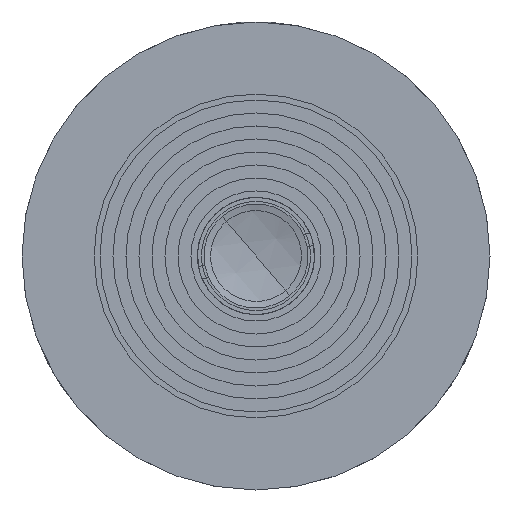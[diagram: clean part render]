
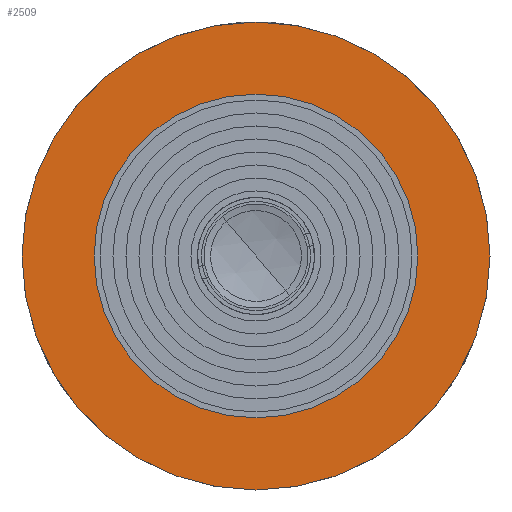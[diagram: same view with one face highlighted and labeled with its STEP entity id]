
A CAD part, left-side view. The second image highlights one B-rep face of the part: STEP entity #2509.
In plain terms, the highlighted planar face has unit normal (-1, 0, 0).
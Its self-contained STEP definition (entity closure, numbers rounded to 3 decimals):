
#98 = DIRECTION ( 'NONE',  ( -1., 0., 0. ) ) ;
#109 = ORIENTED_EDGE ( 'NONE', *, *, #214, .T. ) ;
#214 = EDGE_CURVE ( 'NONE', #422, #1089, #2282, .T. ) ;
#357 = DIRECTION ( 'NONE',  ( 0., 0., 1. ) ) ;
#368 = DIRECTION ( 'NONE',  ( 0., 0., 1. ) ) ;
#422 = VERTEX_POINT ( 'NONE', #2052 ) ;
#502 = EDGE_LOOP ( 'NONE', ( #1598, #1852 ) ) ;
#686 = CARTESIAN_POINT ( 'NONE',  ( 0., 0., 18. ) ) ;
#810 = ORIENTED_EDGE ( 'NONE', *, *, #3480, .T. ) ;
#883 = FACE_OUTER_BOUND ( 'NONE', #3413, .T. ) ;
#910 = CARTESIAN_POINT ( 'NONE',  ( 0., 0., 0. ) ) ;
#974 = AXIS2_PLACEMENT_3D ( 'NONE', #3191, #98, #357 ) ;
#1089 = VERTEX_POINT ( 'NONE', #686 ) ;
#1473 = EDGE_CURVE ( 'NONE', #2358, #1849, #3152, .T. ) ;
#1554 = AXIS2_PLACEMENT_3D ( 'NONE', #2122, #2684, #368 ) ;
#1598 = ORIENTED_EDGE ( 'NONE', *, *, #1473, .F. ) ;
#1609 = CARTESIAN_POINT ( 'NONE',  ( 0., 0., -12.45 ) ) ;
#1849 = VERTEX_POINT ( 'NONE', #1609 ) ;
#1852 = ORIENTED_EDGE ( 'NONE', *, *, #3367, .F. ) ;
#1873 = AXIS2_PLACEMENT_3D ( 'NONE', #3652, #2547, #2242 ) ;
#1977 = DIRECTION ( 'NONE',  ( -1., 0., 0. ) ) ;
#2052 = CARTESIAN_POINT ( 'NONE',  ( 0., 0., -18. ) ) ;
#2122 = CARTESIAN_POINT ( 'NONE',  ( 0., 0., 0. ) ) ;
#2242 = DIRECTION ( 'NONE',  ( 0., 0., -1. ) ) ;
#2267 = CARTESIAN_POINT ( 'NONE',  ( 0., 0., 0. ) ) ;
#2282 = CIRCLE ( 'NONE', #974, 18. ) ;
#2338 = CIRCLE ( 'NONE', #2571, 18. ) ;
#2340 = DIRECTION ( 'NONE',  ( -1., 0., 0. ) ) ;
#2358 = VERTEX_POINT ( 'NONE', #3290 ) ;
#2509 = ADVANCED_FACE ( 'NONE', ( #2513, #883 ), #3104, .F. ) ;
#2513 = FACE_BOUND ( 'NONE', #502, .T. ) ;
#2525 = DIRECTION ( 'NONE',  ( 0., 0., 1. ) ) ;
#2547 = DIRECTION ( 'NONE',  ( 1., 0., 0. ) ) ;
#2571 = AXIS2_PLACEMENT_3D ( 'NONE', #910, #2340, #3466 ) ;
#2684 = DIRECTION ( 'NONE',  ( -1., 0., 0. ) ) ;
#3104 = PLANE ( 'NONE',  #1873 ) ;
#3152 = CIRCLE ( 'NONE', #1554, 12.45 ) ;
#3191 = CARTESIAN_POINT ( 'NONE',  ( 0., 0., 0. ) ) ;
#3290 = CARTESIAN_POINT ( 'NONE',  ( 0., 0., 12.45 ) ) ;
#3367 = EDGE_CURVE ( 'NONE', #1849, #2358, #3458, .T. ) ;
#3399 = AXIS2_PLACEMENT_3D ( 'NONE', #2267, #1977, #2525 ) ;
#3413 = EDGE_LOOP ( 'NONE', ( #810, #109 ) ) ;
#3458 = CIRCLE ( 'NONE', #3399, 12.45 ) ;
#3466 = DIRECTION ( 'NONE',  ( 0., 0., 1. ) ) ;
#3480 = EDGE_CURVE ( 'NONE', #1089, #422, #2338, .T. ) ;
#3652 = CARTESIAN_POINT ( 'NONE',  ( 0., 18., 0. ) ) ;
